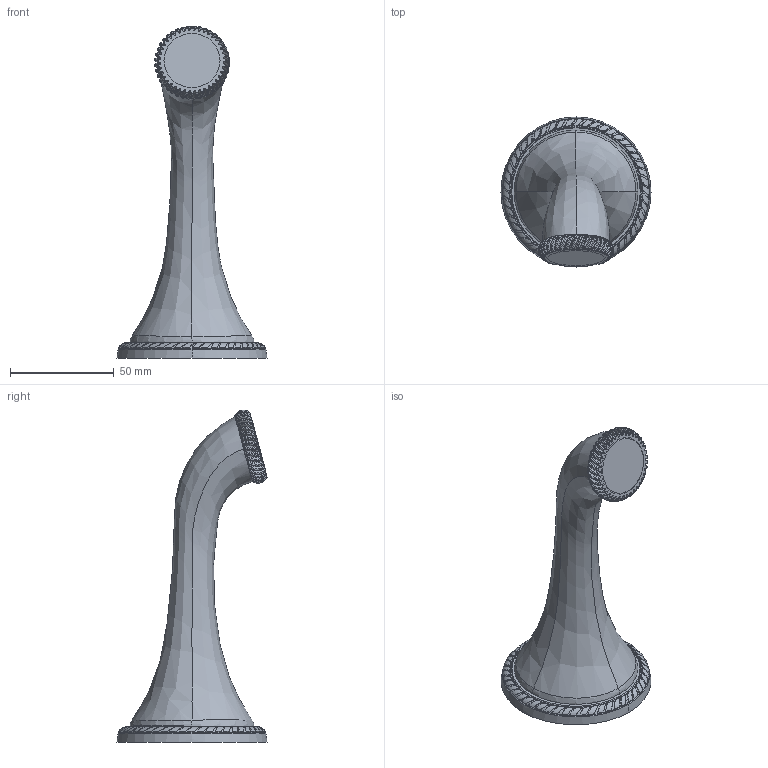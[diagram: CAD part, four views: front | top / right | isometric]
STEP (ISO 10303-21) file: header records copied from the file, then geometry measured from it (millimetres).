
FILE_DESCRIPTION((''),'2;1');
FILE_NAME('2-250_ASM','2021-01-25T15:53:38',('rsmith'),(''),'CREO PARAMETRIC BY PTC INC, 2018400','CREO PARAMETRIC BY PTC INC, 2018400','');
FILE_SCHEMA(('AUTOMOTIVE_DESIGN { 1 0 10303 214 1 1 1 1 }'));
Length unit declared in the file: inch
Products named in the file (5): 10086; 10438; 10852; 91755; 2-250_ASM
Assembly tree (4 placements, depth 2):
  2-250_ASM
    10086
    10438
    10852
    91755
Bounding box: 72.26 x 72.26 x 159.88 mm (x, y, z)
Volume: 159420.8 mm3; surface area: 33067.2 mm2
Topology: 4 solids, 4 shells, 786 faces, 2170 edges, 1440 vertices
Faces by surface type: cylinder 186, bspline 170, torus 140, plane 108, extrusion 100, cone 82
Entity records: 45772 total; most frequent: CARTESIAN_POINT 21616, ORIENTED_EDGE 4340, DIRECTION 2466, PRESENTATION_STYLE_ASSIGNMENT 2174, STYLED_ITEM 2174, CURVE_STYLE 2170, EDGE_CURVE 2170, B_SPLINE_CURVE_WITH_KNOTS 1458
